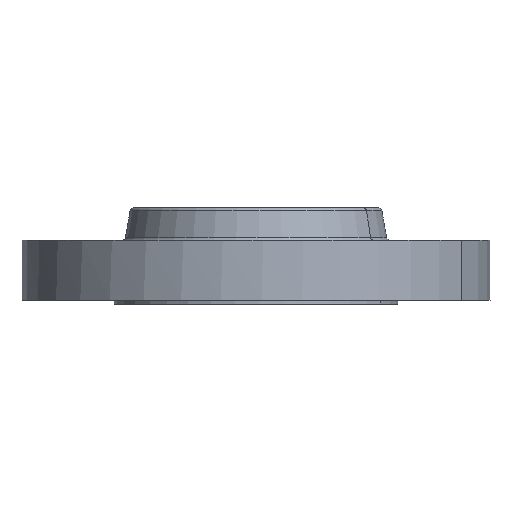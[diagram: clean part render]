
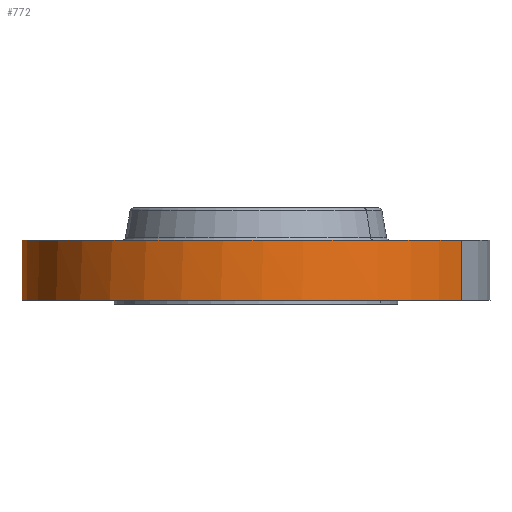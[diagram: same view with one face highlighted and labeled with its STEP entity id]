
A CAD part, left-side view. The second image highlights one B-rep face of the part: STEP entity #772.
In plain terms, the highlighted cylindrical face has radius 104.775 mm (diameter 209.55 mm), a partial arc.
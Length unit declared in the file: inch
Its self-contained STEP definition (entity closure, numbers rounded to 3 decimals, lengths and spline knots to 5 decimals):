
#496=AXIS2_PLACEMENT_3D('Circle Axis2P3D',#494,#495,$) ;
#733=AXIS2_PLACEMENT_3D('Cylinder Axis2P3D',#730,#731,#732) ;
#494=CARTESIAN_POINT('Axis2P3D Location',(0.,0.,0.)) ;
#498=CARTESIAN_POINT('Vertex',(-1.97763,-3.62003,0.)) ;
#500=CARTESIAN_POINT('Vertex',(1.97763,3.62003,0.)) ;
#730=CARTESIAN_POINT('Axis2P3D Location',(0.,0.,0.78375)) ;
#735=CARTESIAN_POINT('Line Origine',(-1.97763,-3.62003,0.53)) ;
#739=CARTESIAN_POINT('Vertex',(-1.97763,-3.62003,1.06)) ;
#743=CARTESIAN_POINT('Control Point',(-1.97763,-3.62003,1.06)) ;
#744=CARTESIAN_POINT('Control Point',(-2.54626,-3.30938,1.06)) ;
#745=CARTESIAN_POINT('Control Point',(-3.0539,-2.88709,1.06)) ;
#746=CARTESIAN_POINT('Control Point',(-3.47121,-2.36902,1.06)) ;
#747=CARTESIAN_POINT('Control Point',(-4.08022,-1.19717,1.06)) ;
#748=CARTESIAN_POINT('Control Point',(-4.20091,0.11796,1.06)) ;
#749=CARTESIAN_POINT('Control Point',(-4.12967,0.77937,1.06)) ;
#750=CARTESIAN_POINT('Control Point',(-3.73168,2.03863,1.06)) ;
#751=CARTESIAN_POINT('Control Point',(-2.88709,3.0539,1.06)) ;
#752=CARTESIAN_POINT('Control Point',(-2.36902,3.47121,1.06)) ;
#753=CARTESIAN_POINT('Control Point',(-1.19717,4.08022,1.06)) ;
#754=CARTESIAN_POINT('Control Point',(0.11796,4.20091,1.06)) ;
#755=CARTESIAN_POINT('Control Point',(0.77937,4.12967,1.06)) ;
#756=CARTESIAN_POINT('Control Point',(1.409,3.93067,1.06)) ;
#757=CARTESIAN_POINT('Control Point',(1.97763,3.62003,1.06)) ;
#758=CARTESIAN_POINT('Vertex',(1.97763,3.62003,1.06)) ;
#761=CARTESIAN_POINT('Line Origine',(1.97763,3.62003,0.53)) ;
#495=DIRECTION('Axis2P3D Direction',(0.,0.,-0.039)) ;
#731=DIRECTION('Axis2P3D Direction',(0.,0.,-0.039)) ;
#732=DIRECTION('Axis2P3D XDirection',(-0.019,-0.035,0.)) ;
#736=DIRECTION('Vector Direction',(0.,0.,-0.039)) ;
#762=DIRECTION('Vector Direction',(0.,0.,-0.039)) ;
#737=VECTOR('Line Direction',#736,0.03937) ;
#763=VECTOR('Line Direction',#762,0.03937) ;
#767=ORIENTED_EDGE('',*,*,#502,.F.) ;
#768=ORIENTED_EDGE('',*,*,#741,.T.) ;
#769=ORIENTED_EDGE('',*,*,#760,.T.) ;
#770=ORIENTED_EDGE('',*,*,#765,.F.) ;
#772=ADVANCED_FACE('PartBody',(#771),#734,.T.) ;
#742=B_SPLINE_CURVE_WITH_KNOTS('',5,(#743,#744,#745,#746,#747,#748,#749,#750,#751,#752,#753,#754,#755,#756,#757),.UNSPECIFIED.,.F.,.U.,(6,3,3,3,6),(-164.58019,-82.29009,0.,82.29009,164.58019),.UNSPECIFIED.) ;
#497=CIRCLE('generated circle',#496,4.125) ;
#734=CYLINDRICAL_SURFACE('generated cylinder',#733,4.125) ;
#502=EDGE_CURVE('',#499,#501,#497,.T.) ;
#741=EDGE_CURVE('',#499,#740,#738,.F.) ;
#760=EDGE_CURVE('',#740,#759,#742,.T.) ;
#765=EDGE_CURVE('',#501,#759,#764,.F.) ;
#766=EDGE_LOOP('',(#767,#768,#769,#770)) ;
#771=FACE_OUTER_BOUND('',#766,.T.) ;
#738=LINE('Line',#735,#737) ;
#764=LINE('Line',#761,#763) ;
#499=VERTEX_POINT('',#498) ;
#501=VERTEX_POINT('',#500) ;
#740=VERTEX_POINT('',#739) ;
#759=VERTEX_POINT('',#758) ;
